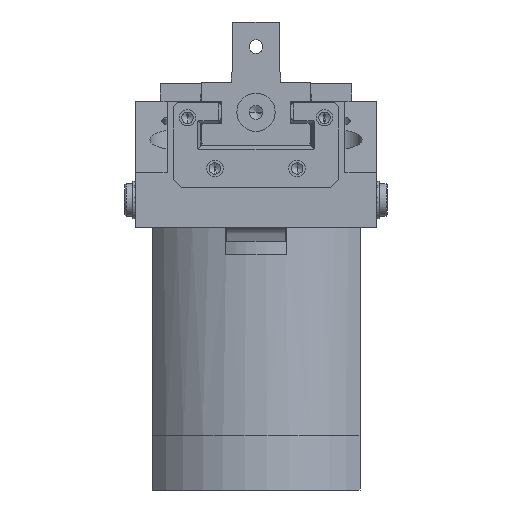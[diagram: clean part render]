
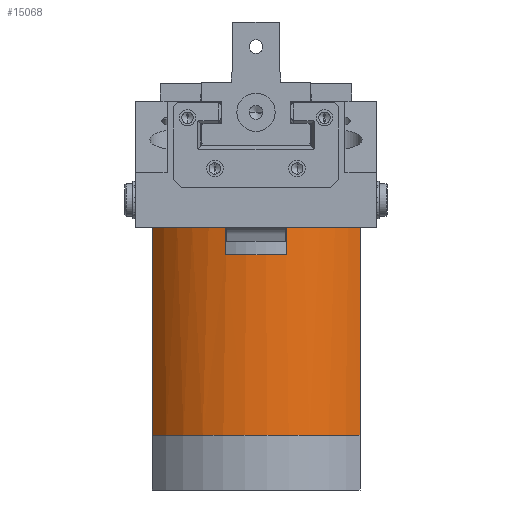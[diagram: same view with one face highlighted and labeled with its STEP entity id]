
A CAD part, front view. The second image highlights one B-rep face of the part: STEP entity #15068.
In plain terms, the highlighted cylindrical face has radius 47 mm (diameter 94 mm), a partial arc.
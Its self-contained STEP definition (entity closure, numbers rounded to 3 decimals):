
#59 = AXIS2_PLACEMENT_3D ( 'NONE', #9578, #9415, #9530 ) ;
#215 = AXIS2_PLACEMENT_3D ( 'NONE', #6954, #6952, #6950 ) ;
#226 = AXIS2_PLACEMENT_3D ( 'NONE', #6814, #6812, #6808 ) ;
#270 = AXIS2_PLACEMENT_3D ( 'NONE', #6529, #6527, #6526 ) ;
#1974 = EDGE_LOOP ( 'NONE', ( #4515, #4520, #4523, #4526, #4518, #4519, #4517, #4524 ) ) ;
#2087 = FACE_OUTER_BOUND ( 'NONE', #1974, .T. ) ;
#2091 = CYLINDRICAL_SURFACE ( 'NONE', #59, 47. ) ;
#2396 = CIRCLE ( 'NONE', #215, 47. ) ;
#2412 = LINE ( 'NONE', #6913, #2416 ) ;
#2416 = VECTOR ( 'NONE', #6914, 1000. ) ;
#2431 = CIRCLE ( 'NONE', #226, 47. ) ;
#2509 = LINE ( 'NONE', #6680, #2513 ) ;
#2510 = LINE ( 'NONE', #6508, #2519 ) ;
#2513 = VECTOR ( 'NONE', #6672, 1000. ) ;
#2519 = VECTOR ( 'NONE', #6651, 1000. ) ;
#2530 = LINE ( 'NONE', #6623, #2532 ) ;
#2532 = VECTOR ( 'NONE', #6656, 1000. ) ;
#2549 = CIRCLE ( 'NONE', #270, 47. ) ;
#4515 = ORIENTED_EDGE ( 'NONE', *, *, #16122, .F. ) ;
#4517 = ORIENTED_EDGE ( 'NONE', *, *, #16112, .T. ) ;
#4518 = ORIENTED_EDGE ( 'NONE', *, *, #16109, .T. ) ;
#4519 = ORIENTED_EDGE ( 'NONE', *, *, #14590, .F. ) ;
#4520 = ORIENTED_EDGE ( 'NONE', *, *, #16055, .T. ) ;
#4523 = ORIENTED_EDGE ( 'NONE', *, *, #16042, .T. ) ;
#4524 = ORIENTED_EDGE ( 'NONE', *, *, #16030, .F. ) ;
#4526 = ORIENTED_EDGE ( 'NONE', *, *, #16138, .F. ) ;
#5298 = VERTEX_POINT ( 'NONE', #15922 ) ;
#5316 = VERTEX_POINT ( 'NONE', #15846 ) ;
#5416 = VERTEX_POINT ( 'NONE', #16906 ) ;
#5493 = VERTEX_POINT ( 'NONE', #16841 ) ;
#5627 = VERTEX_POINT ( 'NONE', #16972 ) ;
#5805 = VERTEX_POINT ( 'NONE', #16692 ) ;
#5808 = VERTEX_POINT ( 'NONE', #16686 ) ;
#6508 = CARTESIAN_POINT ( 'NONE',  ( -11., -45.695, 97. ) ) ;
#6526 = DIRECTION ( 'NONE',  ( 1., 0., 0. ) ) ;
#6527 = DIRECTION ( 'NONE',  ( 0., 0., 1. ) ) ;
#6529 = CARTESIAN_POINT ( 'NONE',  ( 0., 0., 76. ) ) ;
#6623 = CARTESIAN_POINT ( 'NONE',  ( -38., -27.659, 97. ) ) ;
#6651 = DIRECTION ( 'NONE',  ( 0., 0., 1. ) ) ;
#6656 = DIRECTION ( 'NONE',  ( 0., 0., 1. ) ) ;
#6672 = DIRECTION ( 'NONE',  ( 0., 0., -1. ) ) ;
#6680 = CARTESIAN_POINT ( 'NONE',  ( 11., -45.695, 97. ) ) ;
#6808 = DIRECTION ( 'NONE',  ( 1., 0., 0. ) ) ;
#6812 = DIRECTION ( 'NONE',  ( 0., 0., 1. ) ) ;
#6814 = CARTESIAN_POINT ( 'NONE',  ( 0., 0., 0. ) ) ;
#6913 = CARTESIAN_POINT ( 'NONE',  ( 38., -27.659, 97. ) ) ;
#6914 = DIRECTION ( 'NONE',  ( 0., 0., 1. ) ) ;
#6950 = DIRECTION ( 'NONE',  ( 1., 0., 0. ) ) ;
#6952 = DIRECTION ( 'NONE',  ( 0., 0., 1. ) ) ;
#6954 = CARTESIAN_POINT ( 'NONE',  ( 0., 0., 76. ) ) ;
#7099 = CARTESIAN_POINT ( 'NONE',  ( -11., -45.695, 76. ) ) ;
#9036 = CIRCLE ( 'NONE', #18434, 47. ) ;
#9415 = DIRECTION ( 'NONE',  ( 0., 0., -1. ) ) ;
#9530 = DIRECTION ( 'NONE',  ( -1., 0., 0. ) ) ;
#9578 = CARTESIAN_POINT ( 'NONE',  ( 0., 0., 97. ) ) ;
#13653 = DIRECTION ( 'NONE',  ( 0., 0., 1. ) ) ;
#14054 = DIRECTION ( 'NONE',  ( 1., 0., 0. ) ) ;
#14056 = CARTESIAN_POINT ( 'NONE',  ( 0., 0., 66. ) ) ;
#14590 = EDGE_CURVE ( 'NONE', #5416, #5627, #9036, .T. ) ;
#15068 = ADVANCED_FACE ( 'NONE', ( #2087 ), #2091, .T. ) ;
#15846 = CARTESIAN_POINT ( 'NONE',  ( 11., -45.695, 76. ) ) ;
#15922 = CARTESIAN_POINT ( 'NONE',  ( -38., -27.659, 0. ) ) ;
#15979 = VERTEX_POINT ( 'NONE', #7099 ) ;
#16030 = EDGE_CURVE ( 'NONE', #5805, #15979, #2396, .T. ) ;
#16042 = EDGE_CURVE ( 'NONE', #5493, #5808, #2412, .T. ) ;
#16055 = EDGE_CURVE ( 'NONE', #5298, #5493, #2431, .T. ) ;
#16109 = EDGE_CURVE ( 'NONE', #5316, #5627, #2509, .T. ) ;
#16112 = EDGE_CURVE ( 'NONE', #5416, #15979, #2510, .T. ) ;
#16122 = EDGE_CURVE ( 'NONE', #5298, #5805, #2530, .T. ) ;
#16138 = EDGE_CURVE ( 'NONE', #5316, #5808, #2549, .T. ) ;
#16686 = CARTESIAN_POINT ( 'NONE',  ( 38., -27.659, 76. ) ) ;
#16692 = CARTESIAN_POINT ( 'NONE',  ( -38., -27.659, 76. ) ) ;
#16841 = CARTESIAN_POINT ( 'NONE',  ( 38., -27.659, 0. ) ) ;
#16906 = CARTESIAN_POINT ( 'NONE',  ( -11., -45.695, 66. ) ) ;
#16972 = CARTESIAN_POINT ( 'NONE',  ( 11., -45.695, 66. ) ) ;
#18434 = AXIS2_PLACEMENT_3D ( 'NONE', #14056, #13653, #14054 ) ;
